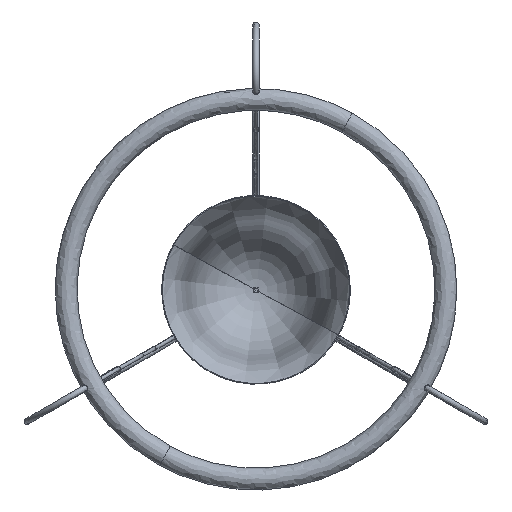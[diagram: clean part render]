
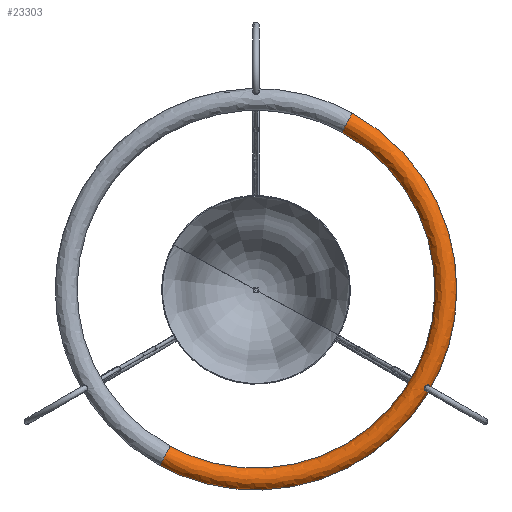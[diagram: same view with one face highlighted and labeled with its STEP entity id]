
A CAD part, top view. The second image highlights one B-rep face of the part: STEP entity #23303.
In plain terms, the highlighted free-form (B-spline) face has degree [2, 2] with [5, 5] control points.
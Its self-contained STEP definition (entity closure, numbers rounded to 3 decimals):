
#8521 = EDGE_CURVE('',#8522,#8524,#8526,.T.);
#8522 = VERTEX_POINT('',#8523);
#8523 = CARTESIAN_POINT('',(55.912,102.345,
    712.333));
#8524 = VERTEX_POINT('',#8525);
#8525 = CARTESIAN_POINT('',(-55.912,-102.345,
    712.333));
#8526 = ( BOUNDED_CURVE() B_SPLINE_CURVE(2,(#8527,#8528,#8529,#8530,
#8531),.UNSPECIFIED.,.F.,.F.) B_SPLINE_CURVE_WITH_KNOTS((3,2,3),(
    2.071,3.642,5.212),
.PIECEWISE_BEZIER_KNOTS.) CURVE() GEOMETRIC_REPRESENTATION_ITEM() 
RATIONAL_B_SPLINE_CURVE((1.,0.707,1.,0.707,1.)) 
REPRESENTATION_ITEM('') );
#8527 = CARTESIAN_POINT('',(55.912,102.345,
    712.333));
#8528 = CARTESIAN_POINT('',(158.257,46.434,
    712.333));
#8529 = CARTESIAN_POINT('',(102.345,-55.912,
    712.333));
#8530 = CARTESIAN_POINT('',(46.434,-158.257,
    712.333));
#8531 = CARTESIAN_POINT('',(-55.912,-102.345,
    712.333));
#8534 = VERTEX_POINT('',#8535);
#8535 = CARTESIAN_POINT('',(62.761,114.884,
    712.333));
#8543 = EDGE_CURVE('',#8534,#8544,#8546,.T.);
#8544 = VERTEX_POINT('',#8545);
#8545 = CARTESIAN_POINT('',(-62.761,-114.884,
    712.333));
#8546 = ( BOUNDED_CURVE() B_SPLINE_CURVE(2,(#8547,#8548,#8549,#8550,
#8551),.UNSPECIFIED.,.F.,.F.) B_SPLINE_CURVE_WITH_KNOTS((3,2,3),(
    2.071,3.642,5.212),
.PIECEWISE_BEZIER_KNOTS.) CURVE() GEOMETRIC_REPRESENTATION_ITEM() 
RATIONAL_B_SPLINE_CURVE((1.,0.707,1.,0.707,1.)) 
REPRESENTATION_ITEM('') );
#8547 = CARTESIAN_POINT('',(62.761,114.884,
    712.333));
#8548 = CARTESIAN_POINT('',(177.645,52.123,
    712.333));
#8549 = CARTESIAN_POINT('',(114.884,-62.761,
    712.333));
#8550 = CARTESIAN_POINT('',(52.123,-177.645,
    712.333));
#8551 = CARTESIAN_POINT('',(-62.761,-114.884,
    712.333));
#23023 = EDGE_CURVE('',#8524,#8544,#23024,.T.);
#23024 = ( BOUNDED_CURVE() B_SPLINE_CURVE(2,(#23025,#23026,#23027,#23028
,#23029),.UNSPECIFIED.,.F.,.F.) B_SPLINE_CURVE_WITH_KNOTS((3,2,3),(0.,
1.571,3.142),.PIECEWISE_BEZIER_KNOTS.) CURVE() 
GEOMETRIC_REPRESENTATION_ITEM() RATIONAL_B_SPLINE_CURVE((1.,
0.707,1.,0.707,1.)) REPRESENTATION_ITEM('') );
#23025 = CARTESIAN_POINT('',(-55.912,-102.345,
    712.333));
#23026 = CARTESIAN_POINT('',(-55.912,-102.345,
    719.477));
#23027 = CARTESIAN_POINT('',(-59.336,-108.615,
    719.477));
#23028 = CARTESIAN_POINT('',(-62.761,-114.884,
    719.477));
#23029 = CARTESIAN_POINT('',(-62.761,-114.884,
    712.333));
#23032 = EDGE_CURVE('',#8522,#8534,#23033,.T.);
#23033 = ( BOUNDED_CURVE() B_SPLINE_CURVE(2,(#23034,#23035,#23036,#23037
,#23038),.UNSPECIFIED.,.F.,.F.) B_SPLINE_CURVE_WITH_KNOTS((3,2,3),(0.,
1.571,3.142),.PIECEWISE_BEZIER_KNOTS.) CURVE() 
GEOMETRIC_REPRESENTATION_ITEM() RATIONAL_B_SPLINE_CURVE((1.,
0.707,1.,0.707,1.)) REPRESENTATION_ITEM('') );
#23034 = CARTESIAN_POINT('',(55.912,102.345,
    712.333));
#23035 = CARTESIAN_POINT('',(55.912,102.345,
    719.477));
#23036 = CARTESIAN_POINT('',(59.336,108.615,
    719.477));
#23037 = CARTESIAN_POINT('',(62.761,114.884,
    719.477));
#23038 = CARTESIAN_POINT('',(62.761,114.884,
    712.333));
#23303 = ADVANCED_FACE('',(#23304,#23310),#23352,.T.);
#23304 = FACE_BOUND('',#23305,.T.);
#23305 = EDGE_LOOP('',(#23306,#23307,#23308,#23309));
#23306 = ORIENTED_EDGE('',*,*,#8543,.F.);
#23307 = ORIENTED_EDGE('',*,*,#23032,.F.);
#23308 = ORIENTED_EDGE('',*,*,#8521,.T.);
#23309 = ORIENTED_EDGE('',*,*,#23023,.T.);
#23310 = FACE_BOUND('',#23311,.T.);
#23311 = EDGE_LOOP('',(#23312,#23334));
#23312 = ORIENTED_EDGE('',*,*,#23313,.T.);
#23313 = EDGE_CURVE('',#23314,#23316,#23318,.T.);
#23314 = VERTEX_POINT('',#23315);
#23315 = CARTESIAN_POINT('',(112.629,-62.441,
    717.422));
#23316 = VERTEX_POINT('',#23317);
#23317 = CARTESIAN_POINT('',(110.39,-66.319,
    717.422));
#23318 = B_SPLINE_CURVE_WITH_KNOTS('',5,(#23319,#23320,#23321,#23322,
    #23323,#23324,#23325,#23326,#23327,#23328,#23329,#23330,#23331,
    #23332,#23333),.UNSPECIFIED.,.F.,.F.,(6,3,3,3,6),(0.,1.728,
    3.214,4.873,6.476),.UNSPECIFIED.);
#23319 = CARTESIAN_POINT('',(112.629,-62.441,
    717.422));
#23320 = CARTESIAN_POINT('',(112.804,-62.542,
    717.223));
#23321 = CARTESIAN_POINT('',(112.956,-62.686,
    717.004));
#23322 = CARTESIAN_POINT('',(113.071,-62.877,
    716.769));
#23323 = CARTESIAN_POINT('',(113.191,-63.315,
    716.335));
#23324 = CARTESIAN_POINT('',(113.128,-63.88,
    715.973));
#23325 = CARTESIAN_POINT('',(113.057,-64.165,
    715.832));
#23326 = CARTESIAN_POINT('',(112.82,-64.801,
    715.629));
#23327 = CARTESIAN_POINT('',(112.429,-65.433,
    715.67));
#23328 = CARTESIAN_POINT('',(112.189,-65.739,
    715.773));
#23329 = CARTESIAN_POINT('',(111.686,-66.233,
    716.102));
#23330 = CARTESIAN_POINT('',(111.146,-66.466,
    716.607));
#23331 = CARTESIAN_POINT('',(110.878,-66.504,
    716.882));
#23332 = CARTESIAN_POINT('',(110.62,-66.452,
    717.16));
#23333 = CARTESIAN_POINT('',(110.39,-66.319,
    717.422));
#23334 = ORIENTED_EDGE('',*,*,#23335,.T.);
#23335 = EDGE_CURVE('',#23316,#23314,#23336,.T.);
#23336 = B_SPLINE_CURVE_WITH_KNOTS('',5,(#23337,#23338,#23339,#23340,
    #23341,#23342,#23343,#23344,#23345,#23346,#23347,#23348,#23349,
    #23350,#23351),.UNSPECIFIED.,.F.,.F.,(6,3,3,3,6),(6.476,
    7.684,9.451,11.576,12.962),
  .UNSPECIFIED.);
#23337 = CARTESIAN_POINT('',(110.39,-66.319,
    717.422));
#23338 = CARTESIAN_POINT('',(110.217,-66.219,
    717.619));
#23339 = CARTESIAN_POINT('',(110.059,-66.073,
    717.807));
#23340 = CARTESIAN_POINT('',(109.924,-65.886,
    717.977));
#23341 = CARTESIAN_POINT('',(109.664,-65.346,
    718.342));
#23342 = CARTESIAN_POINT('',(109.603,-64.675,
    718.57));
#23343 = CARTESIAN_POINT('',(109.649,-64.26,
    718.657));
#23344 = CARTESIAN_POINT('',(109.94,-63.394,
    718.751));
#23345 = CARTESIAN_POINT('',(110.547,-62.748,
    718.646));
#23346 = CARTESIAN_POINT('',(110.937,-62.502,
    718.534));
#23347 = CARTESIAN_POINT('',(111.576,-62.263,
    718.265));
#23348 = CARTESIAN_POINT('',(112.127,-62.265,
    717.898));
#23349 = CARTESIAN_POINT('',(112.321,-62.299,
    717.742));
#23350 = CARTESIAN_POINT('',(112.489,-62.36,
    717.582));
#23351 = CARTESIAN_POINT('',(112.629,-62.441,
    717.422));
#23352 = ( BOUNDED_SURFACE() B_SPLINE_SURFACE(2,2,(
    (#23353,#23354,#23355,#23356,#23357)
    ,(#23358,#23359,#23360,#23361,#23362)
    ,(#23363,#23364,#23365,#23366,#23367)
    ,(#23368,#23369,#23370,#23371,#23372)
    ,(#23373,#23374,#23375,#23376,#23377
)),.UNSPECIFIED.,.F.,.F.,.F.) B_SPLINE_SURFACE_WITH_KNOTS((3,2,3),(3,2,3
    ),(0.,1.571,3.142),(3.142,4.712,
    6.283),.PIECEWISE_BEZIER_KNOTS.) 
GEOMETRIC_REPRESENTATION_ITEM() RATIONAL_B_SPLINE_SURFACE((
    (1.,0.707,1.,0.707,1.)
    ,(0.707,0.5,0.707,0.5,0.707)
    ,(1.,0.707,1.,0.707,1.)
    ,(0.707,0.5,0.707,0.5,0.707)
,(1.,0.707,1.,0.707,1.
))) REPRESENTATION_ITEM('') SURFACE() );
#23353 = CARTESIAN_POINT('',(55.912,102.345,
    712.333));
#23354 = CARTESIAN_POINT('',(55.912,102.345,
    719.477));
#23355 = CARTESIAN_POINT('',(59.336,108.615,
    719.477));
#23356 = CARTESIAN_POINT('',(62.761,114.884,
    719.477));
#23357 = CARTESIAN_POINT('',(62.761,114.884,
    712.333));
#23358 = CARTESIAN_POINT('',(158.257,46.434,
    712.333));
#23359 = CARTESIAN_POINT('',(158.257,46.434,
    719.477));
#23360 = CARTESIAN_POINT('',(167.951,49.278,
    719.477));
#23361 = CARTESIAN_POINT('',(177.645,52.123,
    719.477));
#23362 = CARTESIAN_POINT('',(177.645,52.123,
    712.333));
#23363 = CARTESIAN_POINT('',(102.345,-55.912,
    712.333));
#23364 = CARTESIAN_POINT('',(102.345,-55.912,
    719.477));
#23365 = CARTESIAN_POINT('',(108.615,-59.336,
    719.477));
#23366 = CARTESIAN_POINT('',(114.884,-62.761,
    719.477));
#23367 = CARTESIAN_POINT('',(114.884,-62.761,
    712.333));
#23368 = CARTESIAN_POINT('',(46.434,-158.257,
    712.333));
#23369 = CARTESIAN_POINT('',(46.434,-158.257,
    719.477));
#23370 = CARTESIAN_POINT('',(49.278,-167.951,
    719.477));
#23371 = CARTESIAN_POINT('',(52.123,-177.645,
    719.477));
#23372 = CARTESIAN_POINT('',(52.123,-177.645,
    712.333));
#23373 = CARTESIAN_POINT('',(-55.912,-102.345,
    712.333));
#23374 = CARTESIAN_POINT('',(-55.912,-102.345,
    719.477));
#23375 = CARTESIAN_POINT('',(-59.336,-108.615,
    719.477));
#23376 = CARTESIAN_POINT('',(-62.761,-114.884,
    719.477));
#23377 = CARTESIAN_POINT('',(-62.761,-114.884,
    712.333));
